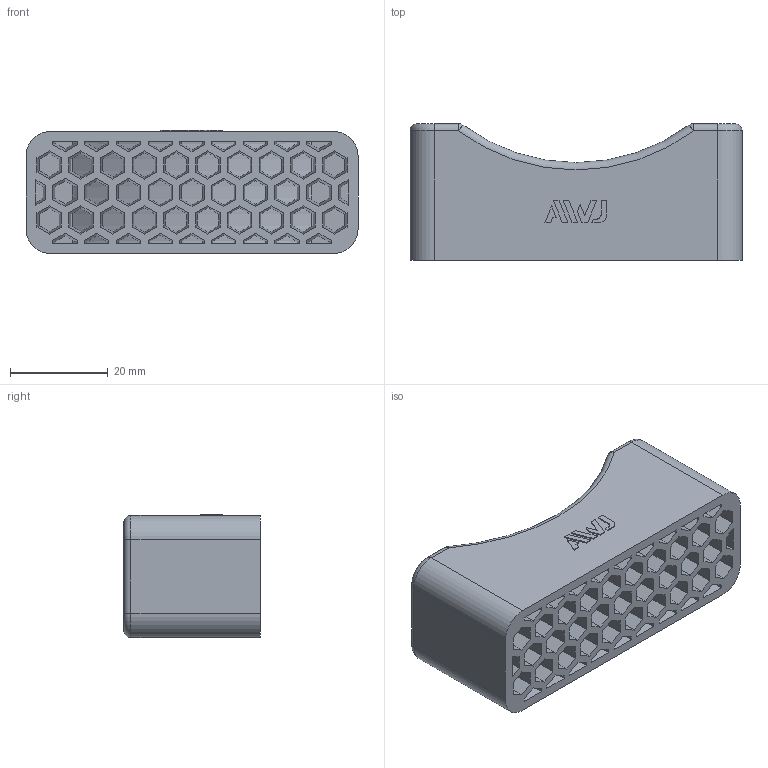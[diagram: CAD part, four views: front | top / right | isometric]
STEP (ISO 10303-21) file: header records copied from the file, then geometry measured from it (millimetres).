
FILE_DESCRIPTION( ( 'STEP AP203' ), '1' );
FILE_NAME( 'SG65・75SU.step', '2022-07-20T01:34:25', ( ' ' ), ( ' ' ), 'XStep 1.0', ' ', ' ' );
FILE_SCHEMA( ( 'CONFIG_CONTROL_DESIGN' ) );
Length unit declared in the file: millimetre
Products named in the file (1): 1
Bounding box: 68 x 28 x 25.2 mm (x, y, z)
Volume: 26833.1 mm3; surface area: 21931.3 mm2
Topology: 1 solids, 1 shells, 394 faces, 998 edges, 656 vertices
Faces by surface type: plane 326, cylinder 58, torus 6, sphere 4
Entity records: 11768 total; most frequent: CARTESIAN_POINT 2045, ORIENTED_EDGE 1988, DIRECTION 1970, EDGE_CURVE 994, LINE 808, VECTOR 808, VERTEX_POINT 656, AXIS2_PLACEMENT_3D 581
